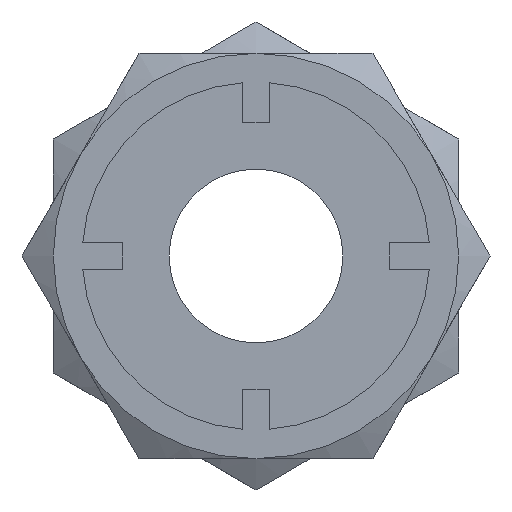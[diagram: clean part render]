
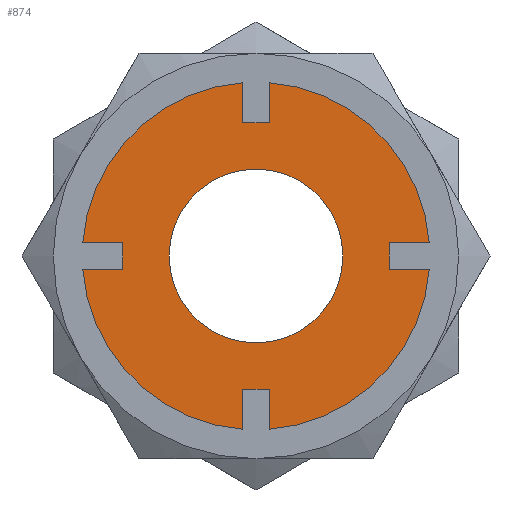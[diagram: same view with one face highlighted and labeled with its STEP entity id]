
A CAD part, left-side view. The second image highlights one B-rep face of the part: STEP entity #874.
In plain terms, the highlighted planar face has unit normal (-1, 0, 0).
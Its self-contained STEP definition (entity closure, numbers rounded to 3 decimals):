
#366=VERTEX_POINT('',#980);
#372=VERTEX_POINT('',#987);
#390=EDGE_CURVE('',#628,#542,#1005,.T.);
#402=VERTEX_POINT('',#1018);
#404=VERTEX_POINT('',#1020);
#408=VERTEX_POINT('',#1024);
#434=VERTEX_POINT('',#1055);
#486=EDGE_CURVE('',#660,#504,#1114,.T.);
#504=VERTEX_POINT('',#1135);
#514=VERTEX_POINT('',#1147);
#542=VERTEX_POINT('',#1177);
#564=VERTEX_POINT('',#1203);
#568=VERTEX_POINT('',#1207);
#580=EDGE_CURVE('',#706,#366,#1220,.T.);
#608=EDGE_CURVE('',#822,#568,#1250,.T.);
#618=EDGE_CURVE('',#700,#372,#1262,.T.);
#628=VERTEX_POINT('',#1273);
#656=VERTEX_POINT('',#1305);
#660=VERTEX_POINT('',#1309);
#684=EDGE_CURVE('',#366,#434,#1338,.T.);
#700=VERTEX_POINT('',#1356);
#706=VERTEX_POINT('',#1362);
#708=VERTEX_POINT('',#1364);
#720=EDGE_CURVE('',#408,#706,#1377,.T.);
#730=EDGE_CURVE('',#504,#822,#1387,.T.);
#744=EDGE_CURVE('',#542,#402,#1403,.T.);
#770=EDGE_CURVE('',#656,#564,#1429,.T.);
#772=EDGE_CURVE('',#402,#514,#1431,.T.);
#774=EDGE_CURVE('',#708,#404,#1433,.T.);
#804=EDGE_CURVE('',#564,#656,#1468,.T.);
#820=EDGE_CURVE('',#408,#568,#1485,.T.);
#822=VERTEX_POINT('',#1487);
#842=EDGE_CURVE('',#708,#434,#1510,.T.);
#854=EDGE_CURVE('',#628,#372,#1522,.T.);
#864=EDGE_CURVE('',#660,#514,#1532,.T.);
#874=ADVANCED_FACE('',(#1542,#1543),#1544,.T.);
#880=EDGE_CURVE('',#404,#700,#1551,.T.);
#980=CARTESIAN_POINT('',(-9.,-4.6,0.45));
#987=CARTESIAN_POINT('',(-9.,0.45,5.983));
#1005=LINE('',#1740,#1741);
#1018=CARTESIAN_POINT('',(-9.0,4.6,-0.45));
#1020=CARTESIAN_POINT('',(-9.,-0.45,4.6));
#1024=CARTESIAN_POINT('',(-9.,-5.983,-0.45));
#1055=CARTESIAN_POINT('',(-9.,-5.983,0.45));
#1114=LINE('',#1974,#1975);
#1135=CARTESIAN_POINT('',(-9.,0.45,-4.6));
#1147=CARTESIAN_POINT('',(-9.,5.983,-0.45));
#1177=CARTESIAN_POINT('',(-9.0,4.6,0.45));
#1203=CARTESIAN_POINT('',(-9.,0.,3.));
#1207=CARTESIAN_POINT('',(-9.,-0.45,-5.983));
#1220=LINE('',#2180,#2181);
#1250=LINE('',#2230,#2231);
#1262=LINE('',#2244,#2245);
#1273=CARTESIAN_POINT('',(-9.,5.983,0.45));
#1305=CARTESIAN_POINT('',(-9.,0.,-3.));
#1309=CARTESIAN_POINT('',(-9.,0.45,-5.983));
#1338=LINE('',#2369,#2370);
#1356=CARTESIAN_POINT('',(-9.,0.45,4.6));
#1362=CARTESIAN_POINT('',(-9.,-4.6,-0.45));
#1364=CARTESIAN_POINT('',(-9.,-0.45,5.983));
#1377=LINE('',#2447,#2448);
#1387=LINE('',#2473,#2474);
#1403=LINE('',#2501,#2502);
#1429=CIRCLE('',#2555,3.);
#1431=LINE('',#2558,#2559);
#1433=LINE('',#2562,#2563);
#1468=CIRCLE('',#2630,3.);
#1485=CIRCLE('',#2672,6.);
#1487=CARTESIAN_POINT('',(-9.,-0.45,-4.6));
#1510=CIRCLE('',#2706,6.);
#1522=CIRCLE('',#2732,6.);
#1532=CIRCLE('',#2757,6.);
#1542=FACE_BOUND('',#2798,.T.);
#1543=FACE_OUTER_BOUND('',#2799,.T.);
#1544=PLANE('',#2800);
#1551=LINE('',#2809,#2810);
#1740=CARTESIAN_POINT('',(-9.,2.3,0.45));
#1741=VECTOR('',#2956,1.0);
#1974=CARTESIAN_POINT('',(-9.,0.45,-0.05));
#1975=VECTOR('',#3078,1.0);
#2180=CARTESIAN_POINT('',(-9.,-4.6,2.475));
#2181=VECTOR('',#3188,1.0);
#2230=CARTESIAN_POINT('',(-9.,-0.45,-0.75));
#2231=VECTOR('',#3212,1.0);
#2244=CARTESIAN_POINT('',(-9.,0.45,5.25));
#2245=VECTOR('',#3228,1.0);
#2369=CARTESIAN_POINT('',(-9.,-3.,0.45));
#2370=VECTOR('',#3334,1.0);
#2447=CARTESIAN_POINT('',(-9.,-2.3,-0.45));
#2448=VECTOR('',#3368,1.0);
#2473=CARTESIAN_POINT('',(-9.,-0.225,-4.6));
#2474=VECTOR('',#3371,1.0);
#2501=CARTESIAN_POINT('',(-9.,4.6,2.025));
#2502=VECTOR('',#3388,1.0);
#2555=AXIS2_PLACEMENT_3D('',#3402,#3403,#3404);
#2558=CARTESIAN_POINT('',(-9.,3.,-0.45));
#2559=VECTOR('',#3405,1.0);
#2562=CARTESIAN_POINT('',(-9.,-0.45,4.55));
#2563=VECTOR('',#3406,1.0);
#2630=AXIS2_PLACEMENT_3D('',#3452,#3453,#3454);
#2672=AXIS2_PLACEMENT_3D('',#3472,#3473,#3474);
#2706=AXIS2_PLACEMENT_3D('',#3509,#3510,#3511);
#2732=AXIS2_PLACEMENT_3D('',#3521,#3522,#3523);
#2757=AXIS2_PLACEMENT_3D('',#3526,#3527,#3528);
#2798=EDGE_LOOP('',(#3533,#3534));
#2799=EDGE_LOOP('',(#3535,#3536,#3537,#3538,#3539,#3540,#3541,#3542,#3543,#3544,#3545,#3546,#3547,#3548,#3549,#3550));
#2800=AXIS2_PLACEMENT_3D('',#3551,#3552,#3553);
#2809=CARTESIAN_POINT('',(-9.,0.225,4.6));
#2810=VECTOR('',#3564,1.0);
#2956=DIRECTION('',(0.0,-1.0,0.0));
#3078=DIRECTION('',(0.0,0.0,1.0));
#3188=DIRECTION('',(0.0,0.0,1.0));
#3212=DIRECTION('',(0.0,0.0,-1.0));
#3228=DIRECTION('',(0.0,0.0,1.0));
#3334=DIRECTION('',(0.0,-1.0,0.0));
#3368=DIRECTION('',(0.0,1.0,0.0));
#3371=DIRECTION('',(0.0,-1.0,0.0));
#3388=DIRECTION('',(0.0,0.0,-1.0));
#3402=CARTESIAN_POINT('',(-9.,0.,0.));
#3403=DIRECTION('',(1.0,0.0,0.0));
#3404=DIRECTION('',(0.0,0.,1.0));
#3405=DIRECTION('',(0.0,1.0,0.0));
#3406=DIRECTION('',(0.0,0.0,-1.0));
#3452=CARTESIAN_POINT('',(-9.,0.,0.));
#3453=DIRECTION('',(1.0,0.0,0.0));
#3454=DIRECTION('',(0.0,0.,1.0));
#3472=CARTESIAN_POINT('',(-9.,0.,0.));
#3473=DIRECTION('',(1.0,0.0,0.0));
#3474=DIRECTION('',(0.0,0.,1.0));
#3509=CARTESIAN_POINT('',(-9.,0.,0.));
#3510=DIRECTION('',(1.0,0.0,0.0));
#3511=DIRECTION('',(0.0,0.,1.0));
#3521=CARTESIAN_POINT('',(-9.,0.,0.));
#3522=DIRECTION('',(1.0,0.0,0.0));
#3523=DIRECTION('',(0.0,0.,1.0));
#3526=CARTESIAN_POINT('',(-9.,0.,0.));
#3527=DIRECTION('',(1.0,0.0,0.0));
#3528=DIRECTION('',(0.0,0.,1.0));
#3533=ORIENTED_EDGE('',*,*,#804,.T.);
#3534=ORIENTED_EDGE('',*,*,#770,.T.);
#3535=ORIENTED_EDGE('',*,*,#720,.T.);
#3536=ORIENTED_EDGE('',*,*,#580,.T.);
#3537=ORIENTED_EDGE('',*,*,#684,.T.);
#3538=ORIENTED_EDGE('',*,*,#842,.F.);
#3539=ORIENTED_EDGE('',*,*,#774,.T.);
#3540=ORIENTED_EDGE('',*,*,#880,.T.);
#3541=ORIENTED_EDGE('',*,*,#618,.T.);
#3542=ORIENTED_EDGE('',*,*,#854,.F.);
#3543=ORIENTED_EDGE('',*,*,#390,.T.);
#3544=ORIENTED_EDGE('',*,*,#744,.T.);
#3545=ORIENTED_EDGE('',*,*,#772,.T.);
#3546=ORIENTED_EDGE('',*,*,#864,.F.);
#3547=ORIENTED_EDGE('',*,*,#486,.T.);
#3548=ORIENTED_EDGE('',*,*,#730,.T.);
#3549=ORIENTED_EDGE('',*,*,#608,.T.);
#3550=ORIENTED_EDGE('',*,*,#820,.F.);
#3551=CARTESIAN_POINT('',(-9.,0.,4.5));
#3552=DIRECTION('',(-1.0,-0.0,0.0));
#3553=DIRECTION('',(0.0,0.,-1.0));
#3564=DIRECTION('',(0.0,1.0,0.0));
